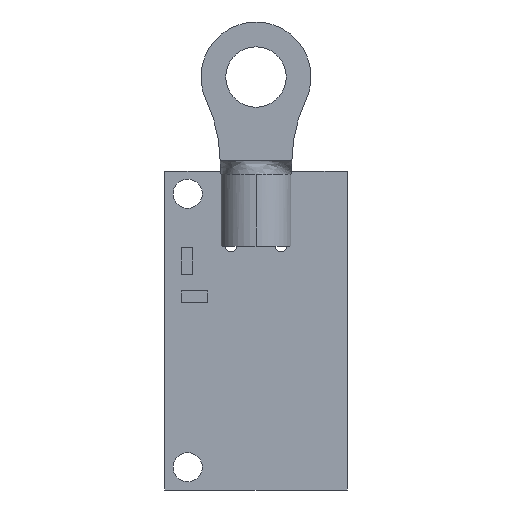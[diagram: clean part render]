
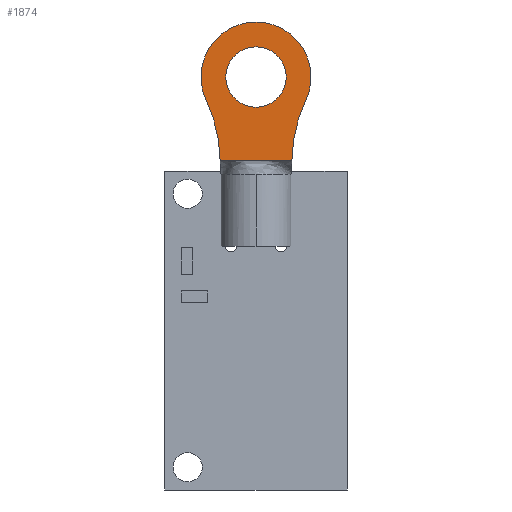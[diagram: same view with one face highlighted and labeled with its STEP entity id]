
A CAD part, front view. The second image highlights one B-rep face of the part: STEP entity #1874.
In plain terms, the highlighted face is planar.
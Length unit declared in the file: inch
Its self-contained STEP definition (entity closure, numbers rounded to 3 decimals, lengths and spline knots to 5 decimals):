
#346 = CARTESIAN_POINT ( 'NONE',  ( 0., 0., 0. ) ) ;
#352 = DIRECTION ( 'NONE',  ( 0., 0., 1. ) ) ;
#358 = DIRECTION ( 'NONE',  ( -1., 0., 0. ) ) ;
#416 = CARTESIAN_POINT ( 'NONE',  ( 0., 0., 0. ) ) ;
#417 = DIRECTION ( 'NONE',  ( 0., 0., 1. ) ) ;
#418 = DIRECTION ( 'NONE',  ( -1., 0., 0. ) ) ;
#426 = CARTESIAN_POINT ( 'NONE',  ( -0.368, 0.78249, 0. ) ) ;
#428 = DIRECTION ( 'NONE',  ( 0., -1., 0. ) ) ;
#520 = CARTESIAN_POINT ( 'NONE',  ( -0.37221, 0.78249, 0. ) ) ;
#521 = DIRECTION ( 'NONE',  ( 0., 0., 1. ) ) ;
#522 = DIRECTION ( 'NONE',  ( -1., 0., 0. ) ) ;
#709 = CARTESIAN_POINT ( 'NONE',  ( -0.368, 0.1575, 0. ) ) ;
#711 = CARTESIAN_POINT ( 'NONE',  ( -0.10374, -0.21808, 0. ) ) ;
#715 = CARTESIAN_POINT ( 'NONE',  ( -0.10374, 0.21808, 0. ) ) ;
#717 = CARTESIAN_POINT ( 'NONE',  ( -0.368, -0.1575, 0. ) ) ;
#727 = CARTESIAN_POINT ( 'NONE',  ( -0.1325, 0., 0. ) ) ;
#729 = CARTESIAN_POINT ( 'NONE',  ( 0.1325, 0., 0. ) ) ;
#934 = DIRECTION ( 'NONE',  ( 0., 0., 1. ) ) ;
#940 = DIRECTION ( 'NONE',  ( 0., 0., 1. ) ) ;
#942 = CARTESIAN_POINT ( 'NONE',  ( -0.37221, -0.78249, 0. ) ) ;
#968 = DIRECTION ( 'NONE',  ( -1., 0., 0. ) ) ;
#970 = CARTESIAN_POINT ( 'NONE',  ( 0., 0., 0. ) ) ;
#976 = DIRECTION ( 'NONE',  ( -1., 0., 0. ) ) ;
#986 = DIRECTION ( 'NONE',  ( 0., 0., 1. ) ) ;
#987 = DIRECTION ( 'NONE',  ( 1., 0., 0. ) ) ;
#993 = PLANE ( 'NONE',  #1303 ) ;
#999 = CARTESIAN_POINT ( 'NONE',  ( -0.37221, 0.78249, 0. ) ) ;
#1302 = AXIS2_PLACEMENT_3D ( 'NONE', #970, #940, #976 ) ;
#1303 = AXIS2_PLACEMENT_3D ( 'NONE', #999, #986, #987 ) ;
#1304 = AXIS2_PLACEMENT_3D ( 'NONE', #942, #934, #968 ) ;
#1305 = CIRCLE ( 'NONE', #1304, 0.625 ) ;
#1308 = CIRCLE ( 'NONE', #1302, 0.1325 ) ;
#1406 = CIRCLE ( 'NONE', #1409, 0.1325 ) ;
#1409 = AXIS2_PLACEMENT_3D ( 'NONE', #346, #352, #358 ) ;
#1413 = AXIS2_PLACEMENT_3D ( 'NONE', #416, #417, #418 ) ;
#1416 = CIRCLE ( 'NONE', #1413, 0.2415 ) ;
#1424 = VECTOR ( 'NONE', #428, 39.37008 ) ;
#1448 = CIRCLE ( 'NONE', #1450, 0.625 ) ;
#1450 = AXIS2_PLACEMENT_3D ( 'NONE', #520, #521, #522 ) ;
#1600 = EDGE_LOOP ( 'NONE', ( #2014, #2016 ) ) ;
#1608 = EDGE_LOOP ( 'NONE', ( #2017, #2019, #2018, #2020 ) ) ;
#1635 = LINE ( 'NONE', #426, #1424 ) ;
#1704 = FACE_BOUND ( 'NONE', #1600, .T. ) ;
#1705 = FACE_OUTER_BOUND ( 'NONE', #1608, .T. ) ;
#1869 = EDGE_CURVE ( 'NONE', #2057, #2062, #1305, .T. ) ;
#1871 = EDGE_CURVE ( 'NONE', #2075, #2082, #1308, .T. ) ;
#1874 = ADVANCED_FACE ( 'NONE', ( #1704, #1705 ), #993, .F. ) ;
#1918 = EDGE_CURVE ( 'NONE', #2082, #2075, #1406, .T. ) ;
#1931 = EDGE_CURVE ( 'NONE', #2057, #2063, #1416, .T. ) ;
#1934 = EDGE_CURVE ( 'NONE', #2064, #2062, #1635, .T. ) ;
#1948 = EDGE_CURVE ( 'NONE', #2064, #2063, #1448, .T. ) ;
#2014 = ORIENTED_EDGE ( 'NONE', *, *, #1918, .T. ) ;
#2016 = ORIENTED_EDGE ( 'NONE', *, *, #1871, .T. ) ;
#2017 = ORIENTED_EDGE ( 'NONE', *, *, #1931, .F. ) ;
#2018 = ORIENTED_EDGE ( 'NONE', *, *, #1934, .F. ) ;
#2019 = ORIENTED_EDGE ( 'NONE', *, *, #1869, .T. ) ;
#2020 = ORIENTED_EDGE ( 'NONE', *, *, #1948, .T. ) ;
#2057 = VERTEX_POINT ( 'NONE', #711 ) ;
#2062 = VERTEX_POINT ( 'NONE', #717 ) ;
#2063 = VERTEX_POINT ( 'NONE', #715 ) ;
#2064 = VERTEX_POINT ( 'NONE', #709 ) ;
#2075 = VERTEX_POINT ( 'NONE', #729 ) ;
#2082 = VERTEX_POINT ( 'NONE', #727 ) ;
